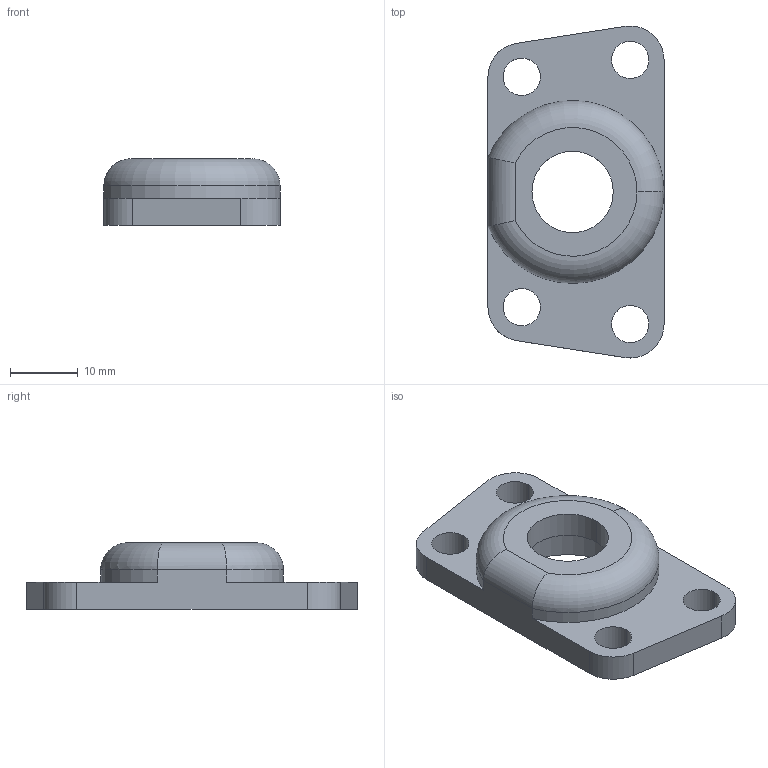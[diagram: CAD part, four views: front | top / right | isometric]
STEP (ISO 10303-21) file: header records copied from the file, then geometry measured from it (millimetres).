
FILE_DESCRIPTION (( 'STEP AP203' ), '1' );
FILE_NAME ('Boitier de roulement_Défaut_sldprt.STEP', '2024-09-06T13:39:30', ( '' ), ( '' ), 'SwSTEP 2.0', 'SolidWorks 2020', '' );
FILE_SCHEMA (( 'CONFIG_CONTROL_DESIGN' ));
Length unit declared in the file: millimetre
Products named in the file (1): Boitier de roulement_Défaut_sldprt
Bounding box: 26 x 49 x 9.8 mm (x, y, z)
Volume: 5256.9 mm3; surface area: 3625.9 mm2
Topology: 1 solids, 1 shells, 29 faces, 75 edges, 49 vertices
Faces by surface type: cylinder 18, plane 9, torus 2
Entity records: 1031 total; most frequent: CARTESIAN_POINT 188, DIRECTION 172, ORIENTED_EDGE 150, EDGE_CURVE 75, AXIS2_PLACEMENT_3D 69, VERTEX_POINT 49, EDGE_LOOP 40, CIRCLE 39
